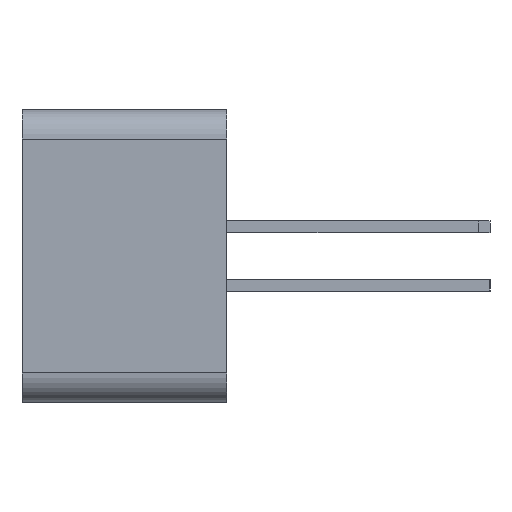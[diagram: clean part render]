
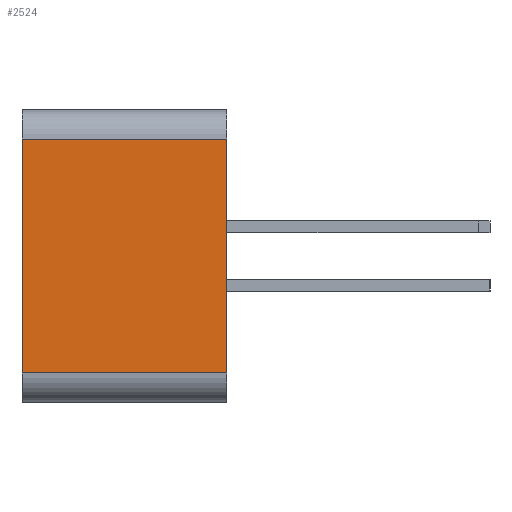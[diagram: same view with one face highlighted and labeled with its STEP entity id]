
A CAD part, left-side view. The second image highlights one B-rep face of the part: STEP entity #2524.
In plain terms, the highlighted planar face has unit normal (-1, 0, 0).
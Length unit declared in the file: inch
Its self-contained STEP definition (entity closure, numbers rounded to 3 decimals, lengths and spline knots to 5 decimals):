
#55 = ORIENTED_EDGE ( 'NONE', *, *, #2404, .T. ) ;
#72 = VERTEX_POINT ( 'NONE', #269 ) ;
#129 = VECTOR ( 'NONE', #983, 39.37008 ) ;
#238 = LINE ( 'NONE', #289, #129 ) ;
#269 = CARTESIAN_POINT ( 'NONE',  ( -1.555, 0., -0.05 ) ) ;
#289 = CARTESIAN_POINT ( 'NONE',  ( -1.555, 0.35, -0.5 ) ) ;
#309 = EDGE_CURVE ( 'NONE', #827, #764, #238, .T. ) ;
#333 = EDGE_CURVE ( 'NONE', #827, #1320, #1356, .T. ) ;
#335 = DIRECTION ( 'NONE',  ( 0., -1., 0. ) ) ;
#397 = AXIS2_PLACEMENT_3D ( 'NONE', #1030, #1011, #335 ) ;
#538 = DIRECTION ( 'NONE',  ( 0., 0., 1. ) ) ;
#544 = EDGE_LOOP ( 'NONE', ( #55, #1065, #2298, #2120 ) ) ;
#560 = DIRECTION ( 'NONE',  ( 0., 1., 0. ) ) ;
#573 = DIRECTION ( 'NONE',  ( 0., -1., 0. ) ) ;
#764 = VERTEX_POINT ( 'NONE', #1615 ) ;
#827 = VERTEX_POINT ( 'NONE', #2306 ) ;
#983 = DIRECTION ( 'NONE',  ( 0., 0., 1. ) ) ;
#1011 = DIRECTION ( 'NONE',  ( -1., 0., 0. ) ) ;
#1030 = CARTESIAN_POINT ( 'NONE',  ( -1.555, 0.35, -0.5 ) ) ;
#1065 = ORIENTED_EDGE ( 'NONE', *, *, #2281, .T. ) ;
#1242 = FACE_OUTER_BOUND ( 'NONE', #544, .T. ) ;
#1272 = LINE ( 'NONE', #1596, #2645 ) ;
#1320 = VERTEX_POINT ( 'NONE', #2182 ) ;
#1356 = LINE ( 'NONE', #1918, #1777 ) ;
#1596 = CARTESIAN_POINT ( 'NONE',  ( -1.555, 0.35, -0.05 ) ) ;
#1615 = CARTESIAN_POINT ( 'NONE',  ( -1.555, 0.35, -0.05 ) ) ;
#1777 = VECTOR ( 'NONE', #573, 39.37008 ) ;
#1902 = LINE ( 'NONE', #2072, #1975 ) ;
#1918 = CARTESIAN_POINT ( 'NONE',  ( -1.555, 0., -0.45 ) ) ;
#1975 = VECTOR ( 'NONE', #538, 39.37008 ) ;
#2072 = CARTESIAN_POINT ( 'NONE',  ( -1.555, 0., -0.5 ) ) ;
#2120 = ORIENTED_EDGE ( 'NONE', *, *, #333, .T. ) ;
#2147 = PLANE ( 'NONE',  #397 ) ;
#2182 = CARTESIAN_POINT ( 'NONE',  ( -1.555, 0., -0.45 ) ) ;
#2281 = EDGE_CURVE ( 'NONE', #72, #764, #1272, .T. ) ;
#2298 = ORIENTED_EDGE ( 'NONE', *, *, #309, .F. ) ;
#2306 = CARTESIAN_POINT ( 'NONE',  ( -1.555, 0.35, -0.45 ) ) ;
#2404 = EDGE_CURVE ( 'NONE', #1320, #72, #1902, .T. ) ;
#2524 = ADVANCED_FACE ( 'NONE', ( #1242 ), #2147, .T. ) ;
#2645 = VECTOR ( 'NONE', #560, 39.37008 ) ;
